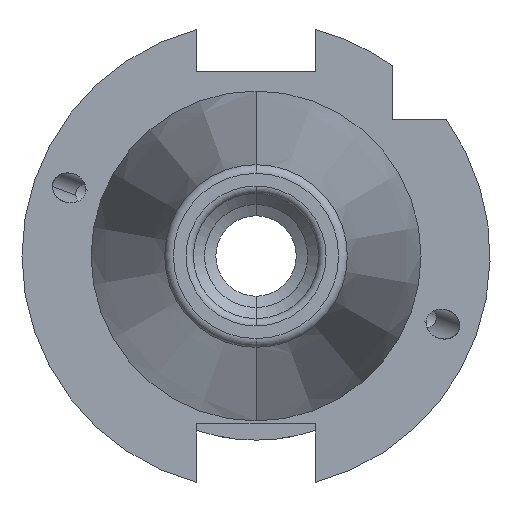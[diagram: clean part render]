
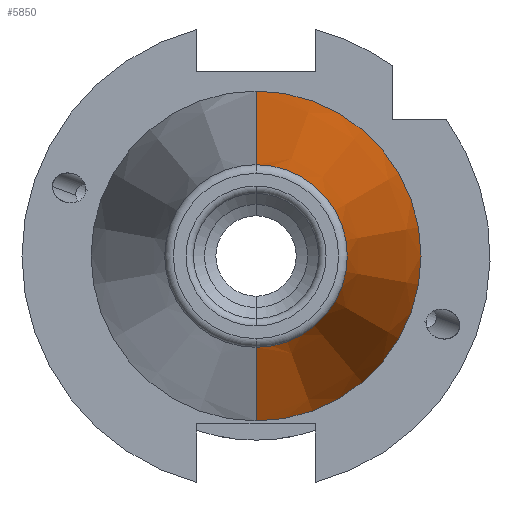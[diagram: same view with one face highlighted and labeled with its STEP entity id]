
A CAD part, left-side view. The second image highlights one B-rep face of the part: STEP entity #5850.
In plain terms, the highlighted conical face has half-angle 8.297 degrees and reference radius 22.4 mm.
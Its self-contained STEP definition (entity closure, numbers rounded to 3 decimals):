
#174 = DIRECTION ( 'NONE',  ( 1., 0., 0. ) ) ;
#421 = EDGE_LOOP ( 'NONE', ( #3084, #7625, #1896, #7047 ) ) ;
#526 = VERTEX_POINT ( 'NONE', #9144 ) ;
#862 = DIRECTION ( 'NONE',  ( 0.99, 0., 0.144 ) ) ;
#890 = CARTESIAN_POINT ( 'NONE',  ( 1.2, 0., 22.4 ) ) ;
#1549 = CARTESIAN_POINT ( 'NONE',  ( -67.373, 0., -12.4 ) ) ;
#1841 = LINE ( 'NONE', #890, #3922 ) ;
#1896 = ORIENTED_EDGE ( 'NONE', *, *, #6641, .T. ) ;
#2359 = CARTESIAN_POINT ( 'NONE',  ( -67.373, 0., 12.4 ) ) ;
#2446 = CIRCLE ( 'NONE', #5768, 12.4 ) ;
#2537 = VERTEX_POINT ( 'NONE', #7461 ) ;
#2571 = LINE ( 'NONE', #4551, #6685 ) ;
#3084 = ORIENTED_EDGE ( 'NONE', *, *, #6462, .F. ) ;
#3319 = CARTESIAN_POINT ( 'NONE',  ( 1.2, 0., 0. ) ) ;
#3609 = FACE_OUTER_BOUND ( 'NONE', #421, .T. ) ;
#3922 = VECTOR ( 'NONE', #862, 1000. ) ;
#3993 = DIRECTION ( 'NONE',  ( 1., 0., 0. ) ) ;
#4021 = DIRECTION ( 'NONE',  ( -1., 0., 0. ) ) ;
#4033 = VERTEX_POINT ( 'NONE', #2359 ) ;
#4114 = DIRECTION ( 'NONE',  ( 0., 0., -1. ) ) ;
#4551 = CARTESIAN_POINT ( 'NONE',  ( 1.2, 0., -22.4 ) ) ;
#5685 = AXIS2_PLACEMENT_3D ( 'NONE', #8666, #4021, #9385 ) ;
#5768 = AXIS2_PLACEMENT_3D ( 'NONE', #8629, #3993, #9357 ) ;
#5850 = ADVANCED_FACE ( 'NONE', ( #3609 ), #6751, .T. ) ;
#6303 = CIRCLE ( 'NONE', #5685, 22.4 ) ;
#6462 = EDGE_CURVE ( 'NONE', #4033, #2537, #1841, .T. ) ;
#6641 = EDGE_CURVE ( 'NONE', #7745, #526, #2571, .T. ) ;
#6685 = VECTOR ( 'NONE', #9893, 1000. ) ;
#6751 = CONICAL_SURFACE ( 'NONE', #9536, 22.4, 0.145 ) ;
#7047 = ORIENTED_EDGE ( 'NONE', *, *, #7818, .T. ) ;
#7461 = CARTESIAN_POINT ( 'NONE',  ( 1.2, 0., 22.4 ) ) ;
#7625 = ORIENTED_EDGE ( 'NONE', *, *, #7805, .T. ) ;
#7745 = VERTEX_POINT ( 'NONE', #1549 ) ;
#7805 = EDGE_CURVE ( 'NONE', #4033, #7745, #2446, .T. ) ;
#7818 = EDGE_CURVE ( 'NONE', #526, #2537, #6303, .T. ) ;
#8629 = CARTESIAN_POINT ( 'NONE',  ( -67.373, 0., 0. ) ) ;
#8666 = CARTESIAN_POINT ( 'NONE',  ( 1.2, 0., 0. ) ) ;
#9144 = CARTESIAN_POINT ( 'NONE',  ( 1.2, 0., -22.4 ) ) ;
#9357 = DIRECTION ( 'NONE',  ( 0., 0., 1. ) ) ;
#9385 = DIRECTION ( 'NONE',  ( 0., 0., 1. ) ) ;
#9536 = AXIS2_PLACEMENT_3D ( 'NONE', #3319, #174, #4114 ) ;
#9893 = DIRECTION ( 'NONE',  ( 0.99, 0., -0.144 ) ) ;
